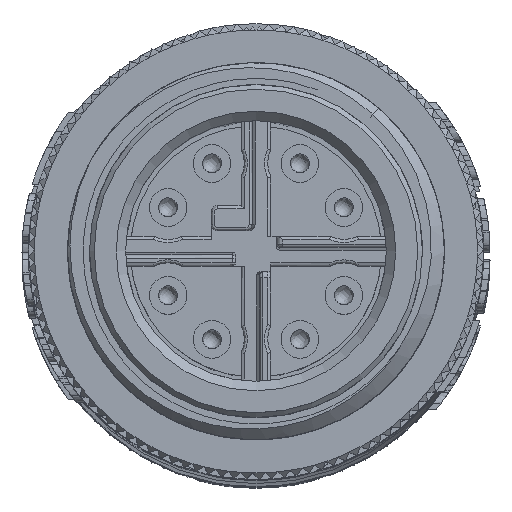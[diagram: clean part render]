
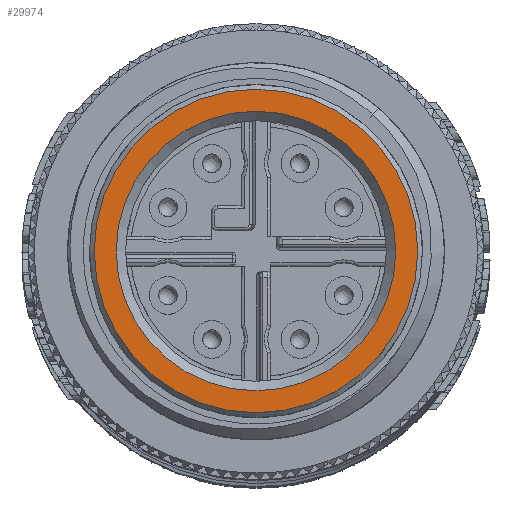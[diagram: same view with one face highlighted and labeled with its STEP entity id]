
A CAD part, top view. The second image highlights one B-rep face of the part: STEP entity #29974.
In plain terms, the highlighted face is planar.
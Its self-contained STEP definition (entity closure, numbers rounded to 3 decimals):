
#395 = DIRECTION ( 'NONE',  ( 0., 1., 0. ) ) ;
#2359 = EDGE_CURVE ( 'NONE', #19490, #19490, #28015, .T. ) ;
#2828 = PLANE ( 'NONE',  #18071 ) ;
#5357 = DIRECTION ( 'NONE',  ( 0., 1., 0. ) ) ;
#7502 = CARTESIAN_POINT ( 'NONE',  ( 0., 0., 0. ) ) ;
#9728 = FACE_OUTER_BOUND ( 'NONE', #28029, .T. ) ;
#10046 = DIRECTION ( 'NONE',  ( 0., 0., 1. ) ) ;
#14234 = ORIENTED_EDGE ( 'NONE', *, *, #27133, .T. ) ;
#16582 = EDGE_LOOP ( 'NONE', ( #14234 ) ) ;
#18071 = AXIS2_PLACEMENT_3D ( 'NONE', #20540, #5357, #23105 ) ;
#19490 = VERTEX_POINT ( 'NONE', #29115 ) ;
#20540 = CARTESIAN_POINT ( 'NONE',  ( 0., 0., 0. ) ) ;
#20652 = DIRECTION ( 'NONE',  ( 0., 0., 1. ) ) ;
#22166 = CARTESIAN_POINT ( 'NONE',  ( 0., 0., 4.45 ) ) ;
#22414 = FACE_BOUND ( 'NONE', #16582, .T. ) ;
#23105 = DIRECTION ( 'NONE',  ( 0., 0., 1. ) ) ;
#23866 = CARTESIAN_POINT ( 'NONE',  ( 0., 0., 0. ) ) ;
#25229 = DIRECTION ( 'NONE',  ( 0., -1., 0. ) ) ;
#26091 = CIRCLE ( 'NONE', #27750, 4.45 ) ;
#27133 = EDGE_CURVE ( 'NONE', #32794, #32794, #26091, .T. ) ;
#27201 = AXIS2_PLACEMENT_3D ( 'NONE', #23866, #395, #20652 ) ;
#27750 = AXIS2_PLACEMENT_3D ( 'NONE', #7502, #25229, #10046 ) ;
#28015 = CIRCLE ( 'NONE', #27201, 5.15 ) ;
#28029 = EDGE_LOOP ( 'NONE', ( #30330 ) ) ;
#29115 = CARTESIAN_POINT ( 'NONE',  ( 0., 0., 5.15 ) ) ;
#29974 = ADVANCED_FACE ( 'NONE', ( #22414, #9728 ), #2828, .T. ) ;
#30330 = ORIENTED_EDGE ( 'NONE', *, *, #2359, .T. ) ;
#32794 = VERTEX_POINT ( 'NONE', #22166 ) ;
